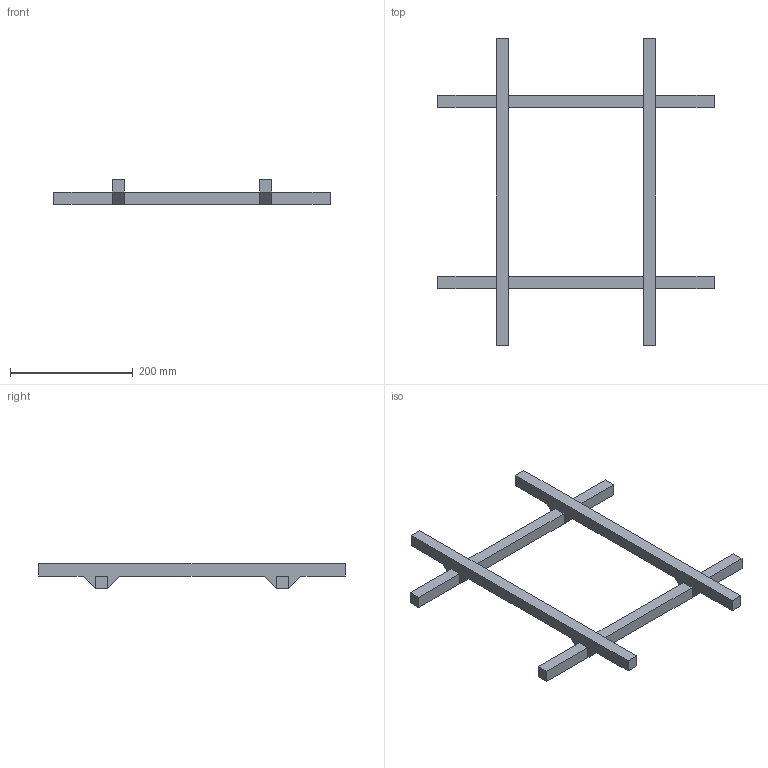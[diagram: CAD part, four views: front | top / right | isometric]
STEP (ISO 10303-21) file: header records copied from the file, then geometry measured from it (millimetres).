
FILE_DESCRIPTION(/* description */ (''),/* implementation_level */ '2;1');
FILE_NAME(/* name */ '底架（仿）.step',/* time_stamp */ '2022-10-08T19:57:09+08:00',/* author */ (''),/* organization */ (''),/* preprocessor_version */ 'ST-DEVELOPER v19',/* originating_system */ 'Autodesk Translation Framework v11.7.0.108',/* authorisation */ '');
FILE_SCHEMA (('AUTOMOTIVE_DESIGN { 1 0 10303 214 3 1 1 }'));
Length unit declared in the file: millimetre
Products named in the file (1): 底架（仿）
Bounding box: 450 x 500 x 40 mm (x, y, z)
Volume: 789352.6 mm3; surface area: 155323.5 mm2
Topology: 1 solids, 1 shells, 80 faces, 176 edges, 112 vertices
Faces by surface type: plane 64, cylinder 16
Full cylindrical faces by diameter (mm): 5.3 x16
Entity records: 2201 total; most frequent: DIRECTION 370, CARTESIAN_POINT 369, ORIENTED_EDGE 352, EDGE_CURVE 176, LINE 144, VECTOR 144, AXIS2_PLACEMENT_3D 113, VERTEX_POINT 112
